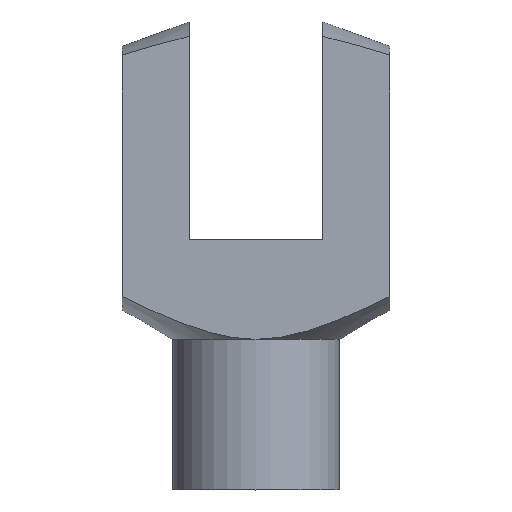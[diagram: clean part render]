
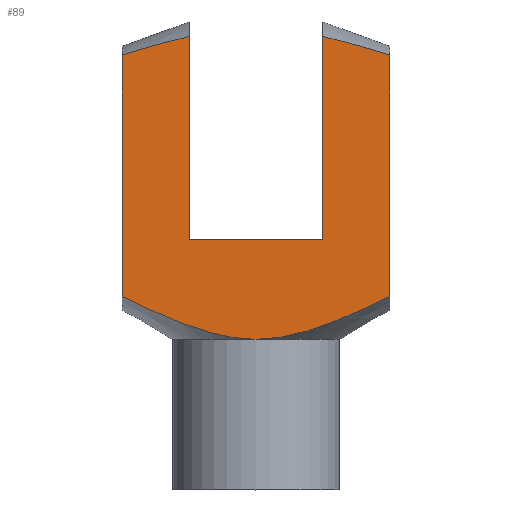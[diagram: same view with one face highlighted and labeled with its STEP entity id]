
A CAD part, top view. The second image highlights one B-rep face of the part: STEP entity #89.
In plain terms, the highlighted planar face has unit normal (0, 0, 1).
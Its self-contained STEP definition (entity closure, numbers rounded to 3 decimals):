
#89 = ADVANCED_FACE( '', ( #131 ), #132, .T. );
#131 = FACE_OUTER_BOUND( '', #176, .T. );
#132 = PLANE( '', #177 );
#176 = EDGE_LOOP( '', ( #279, #280, #281, #282, #283, #284, #285, #286, #287 ) );
#177 = AXIS2_PLACEMENT_3D( '', #288, #289, #290 );
#279 = ORIENTED_EDGE( '', *, *, #306, .T. );
#280 = ORIENTED_EDGE( '', *, *, #339, .T. );
#281 = ORIENTED_EDGE( '', *, *, #340, .F. );
#282 = ORIENTED_EDGE( '', *, *, #327, .T. );
#283 = ORIENTED_EDGE( '', *, *, #335, .F. );
#284 = ORIENTED_EDGE( '', *, *, #332, .F. );
#285 = ORIENTED_EDGE( '', *, *, #337, .F. );
#286 = ORIENTED_EDGE( '', *, *, #324, .T. );
#287 = ORIENTED_EDGE( '', *, *, #319, .F. );
#288 = CARTESIAN_POINT( '', ( 55., 45., 25. ) );
#289 = DIRECTION( '', ( 0., 0., 1. ) );
#290 = DIRECTION( '', ( 1., 0., 0. ) );
#306 = EDGE_CURVE( '', #342, #343, #344, .T. );
#319 = EDGE_CURVE( '', #342, #367, #368, .T. );
#324 = EDGE_CURVE( '', #375, #367, #376, .T. );
#327 = EDGE_CURVE( '', #380, #378, #381, .T. );
#332 = EDGE_CURVE( '', #387, #389, #390, .T. );
#335 = EDGE_CURVE( '', #389, #378, #394, .T. );
#337 = EDGE_CURVE( '', #375, #387, #397, .T. );
#339 = EDGE_CURVE( '', #343, #400, #401, .T. );
#340 = EDGE_CURVE( '', #380, #400, #402, .T. );
#342 = VERTEX_POINT( '', #404 );
#343 = VERTEX_POINT( '', #405 );
#344 = B_SPLINE_CURVE_WITH_KNOTS( '', 3, ( #406, #407, #408, #409, #410, #411, #412, #413, #414, #415, #416, #417, #418, #419, #420, #421 ), .UNSPECIFIED., .F., .F., ( 4, 2, 2, 2, 2, 2, 2, 4 ), ( 0.038, 0.049, 0.059, 0.065, 0.067, 0.07, 0.075, 0.081 ), .UNSPECIFIED. );
#367 = VERTEX_POINT( '', #506 );
#368 = LINE( '', #507, #508 );
#375 = VERTEX_POINT( '', #528 );
#376 = B_SPLINE_CURVE_WITH_KNOTS( '', 3, ( #529, #530, #531, #532, #533, #534 ), .UNSPECIFIED., .F., .F., ( 4, 2, 4 ), ( 0.028, 0.038, 0.048 ), .UNSPECIFIED. );
#378 = VERTEX_POINT( '', #555 );
#380 = VERTEX_POINT( '', #576 );
#381 = B_SPLINE_CURVE_WITH_KNOTS( '', 3, ( #577, #578, #579, #580, #581, #582, #583, #584 ), .UNSPECIFIED., .F., .F., ( 4, 2, 2, 4 ), ( 0.018, 0.028, 0.033, 0.039 ), .UNSPECIFIED. );
#387 = VERTEX_POINT( '', #603 );
#389 = VERTEX_POINT( '', #606 );
#390 = LINE( '', #607, #608 );
#394 = LINE( '', #613, #614 );
#397 = LINE( '', #617, #618 );
#400 = VERTEX_POINT( '', #621 );
#401 = B_SPLINE_CURVE_WITH_KNOTS( '', 3, ( #622, #623, #624, #625, #626, #627, #628, #629, #630, #631, #632, #633, #634, #635, #636, #637, #638, #639 ), .UNSPECIFIED., .F., .F., ( 4, 2, 2, 2, 2, 2, 2, 2, 4 ), ( 0.081, 0.086, 0.088, 0.091, 0.096, 0.102, 0.107, 0.112, 0.123 ), .UNSPECIFIED. );
#402 = LINE( '', #640, #641 );
#404 = CARTESIAN_POINT( '', ( -40., 57.8, 25. ) );
#405 = CARTESIAN_POINT( '', ( 0., 45., 25. ) );
#406 = CARTESIAN_POINT( '', ( -40., 57.8, 25. ) );
#407 = CARTESIAN_POINT( '', ( -36.825, 56.246, 25. ) );
#408 = CARTESIAN_POINT( '', ( -33.627, 54.73, 25. ) );
#409 = CARTESIAN_POINT( '', ( -27.173, 51.851, 25. ) );
#410 = CARTESIAN_POINT( '', ( -23.918, 50.487, 25. ) );
#411 = CARTESIAN_POINT( '', ( -18.952, 48.664, 25. ) );
#412 = CARTESIAN_POINT( '', ( -17.282, 48.094, 25. ) );
#413 = CARTESIAN_POINT( '', ( -14.748, 47.319, 25. ) );
#414 = CARTESIAN_POINT( '', ( -13.898, 47.075, 25. ) );
#415 = CARTESIAN_POINT( '', ( -12.187, 46.618, 25. ) );
#416 = CARTESIAN_POINT( '', ( -11.323, 46.405, 25. ) );
#417 = CARTESIAN_POINT( '', ( -8.725, 45.826, 25. ) );
#418 = CARTESIAN_POINT( '', ( -6.988, 45.521, 25. ) );
#419 = CARTESIAN_POINT( '', ( -3.503, 45.108, 25. ) );
#420 = CARTESIAN_POINT( '', ( -1.755, 45., 25. ) );
#421 = CARTESIAN_POINT( '', ( 0., 45., 25. ) );
#506 = CARTESIAN_POINT( '', ( -40., 130.111, 25. ) );
#507 = CARTESIAN_POINT( '', ( -40., 45., 25. ) );
#508 = VECTOR( '', #669, 1000. );
#528 = CARTESIAN_POINT( '', ( -20., 135.627, 25. ) );
#529 = CARTESIAN_POINT( '', ( -20., 135.627, 25. ) );
#530 = CARTESIAN_POINT( '', ( -23.373, 134.86, 25. ) );
#531 = CARTESIAN_POINT( '', ( -26.718, 133.984, 25. ) );
#532 = CARTESIAN_POINT( '', ( -33.378, 132.121, 25. ) );
#533 = CARTESIAN_POINT( '', ( -36.694, 131.131, 25. ) );
#534 = CARTESIAN_POINT( '', ( -40., 130.111, 25. ) );
#555 = CARTESIAN_POINT( '', ( 20., 135.627, 25. ) );
#576 = CARTESIAN_POINT( '', ( 40., 130.111, 25. ) );
#577 = CARTESIAN_POINT( '', ( 40., 130.111, 25. ) );
#578 = CARTESIAN_POINT( '', ( 36.696, 131.131, 25. ) );
#579 = CARTESIAN_POINT( '', ( 33.383, 132.119, 25. ) );
#580 = CARTESIAN_POINT( '', ( 28.387, 133.517, 25. ) );
#581 = CARTESIAN_POINT( '', ( 26.717, 133.969, 25. ) );
#582 = CARTESIAN_POINT( '', ( 23.366, 134.832, 25. ) );
#583 = CARTESIAN_POINT( '', ( 21.684, 135.244, 25. ) );
#584 = CARTESIAN_POINT( '', ( 20., 135.627, 25. ) );
#603 = CARTESIAN_POINT( '', ( -20., 75., 25. ) );
#606 = CARTESIAN_POINT( '', ( 20., 75., 25. ) );
#607 = CARTESIAN_POINT( '', ( -20., 75., 25. ) );
#608 = VECTOR( '', #686, 1000. );
#613 = CARTESIAN_POINT( '', ( 20., 75., 25. ) );
#614 = VECTOR( '', #691, 1000. );
#617 = CARTESIAN_POINT( '', ( -20., 145., 25. ) );
#618 = VECTOR( '', #695, 1000. );
#621 = CARTESIAN_POINT( '', ( 40., 57.8, 25. ) );
#622 = CARTESIAN_POINT( '', ( 0., 45., 25. ) );
#623 = CARTESIAN_POINT( '', ( 1.757, 45., 25. ) );
#624 = CARTESIAN_POINT( '', ( 3.52, 45.108, 25. ) );
#625 = CARTESIAN_POINT( '', ( 6.174, 45.425, 25. ) );
#626 = CARTESIAN_POINT( '', ( 7.056, 45.556, 25. ) );
#627 = CARTESIAN_POINT( '', ( 8.802, 45.861, 25. ) );
#628 = CARTESIAN_POINT( '', ( 9.668, 46.035, 25. ) );
#629 = CARTESIAN_POINT( '', ( 12.249, 46.613, 25. ) );
#630 = CARTESIAN_POINT( '', ( 13.947, 47.074, 25. ) );
#631 = CARTESIAN_POINT( '', ( 17.308, 48.102, 25. ) );
#632 = CARTESIAN_POINT( '', ( 18.972, 48.671, 25. ) );
#633 = CARTESIAN_POINT( '', ( 22.277, 49.885, 25. ) );
#634 = CARTESIAN_POINT( '', ( 23.917, 50.53, 25. ) );
#635 = CARTESIAN_POINT( '', ( 27.18, 51.877, 25. ) );
#636 = CARTESIAN_POINT( '', ( 28.804, 52.578, 25. ) );
#637 = CARTESIAN_POINT( '', ( 33.644, 54.738, 25. ) );
#638 = CARTESIAN_POINT( '', ( 36.833, 56.249, 25. ) );
#639 = CARTESIAN_POINT( '', ( 40., 57.8, 25. ) );
#640 = CARTESIAN_POINT( '', ( 40., 145., 25. ) );
#641 = VECTOR( '', #699, 1000. );
#669 = DIRECTION( '', ( 0., 1., 0. ) );
#686 = DIRECTION( '', ( 1., 0., 0. ) );
#691 = DIRECTION( '', ( 0., 1., 0. ) );
#695 = DIRECTION( '', ( 0., -1., 0. ) );
#699 = DIRECTION( '', ( 0., -1., 0. ) );
